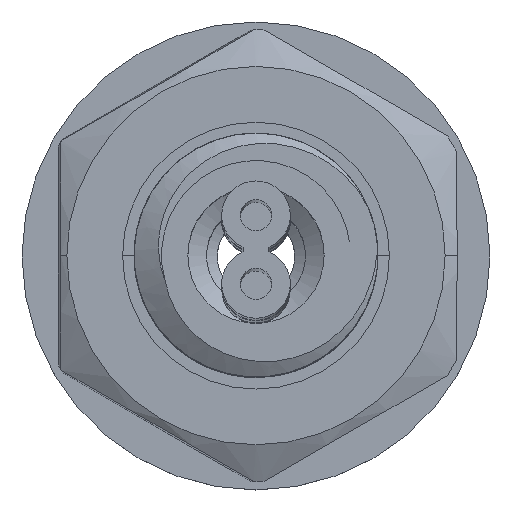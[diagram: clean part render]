
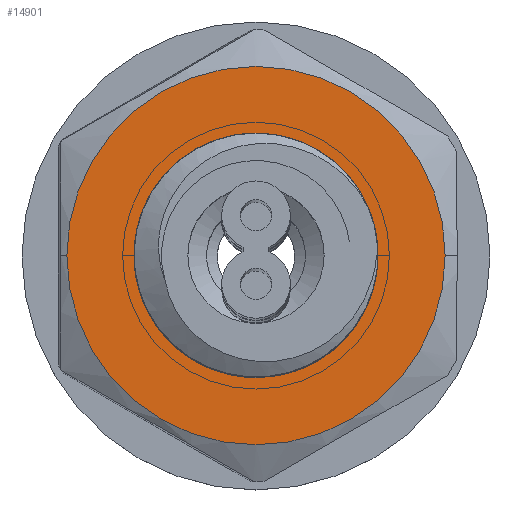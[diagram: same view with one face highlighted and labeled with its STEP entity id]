
A CAD part, top view. The second image highlights one B-rep face of the part: STEP entity #14901.
In plain terms, the highlighted face is planar.
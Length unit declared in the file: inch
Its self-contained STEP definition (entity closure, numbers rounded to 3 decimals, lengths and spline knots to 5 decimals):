
#13881=CARTESIAN_POINT('',(0.00378,0.19753,0.));
#13882=DIRECTION('',(0.019,1.,0.));
#13883=DIRECTION('',(1.,-0.019,0.));
#13884=AXIS2_PLACEMENT_3D('',#13881,#13882,#13883);
#13886=CARTESIAN_POINT('',(0.00378,0.19753,0.));
#13887=DIRECTION('',(0.019,1.,0.));
#13888=DIRECTION('',(-1.,0.019,0.));
#13889=AXIS2_PLACEMENT_3D('',#13886,#13887,#13888);
#13895=CARTESIAN_POINT('',(0.00378,0.19753,0.));
#13896=DIRECTION('',(0.019,1.,0.));
#13897=DIRECTION('',(-1.,0.019,0.));
#13898=AXIS2_PLACEMENT_3D('',#13895,#13896,#13897);
#13900=CARTESIAN_POINT('',(0.00378,0.19753,0.));
#13901=DIRECTION('',(0.019,1.,0.));
#13902=DIRECTION('',(1.,-0.019,0.));
#13903=AXIS2_PLACEMENT_3D('',#13900,#13901,#13902);
#14434=CARTESIAN_POINT('',(-0.23491,0.20209,0.));
#14435=CARTESIAN_POINT('',(0.24247,0.19296,0.));
#14436=VERTEX_POINT('',#14434);
#14437=VERTEX_POINT('',#14435);
#14438=CARTESIAN_POINT('',(0.136,0.195,0.));
#14439=CARTESIAN_POINT('',(-0.12844,0.20006,0.));
#14440=VERTEX_POINT('',#14438);
#14441=VERTEX_POINT('',#14439);
#14886=CARTESIAN_POINT('',(0.136,0.195,0.));
#14887=DIRECTION('',(0.019,1.,0.));
#14888=DIRECTION('',(-1.,0.019,0.));
#14889=AXIS2_PLACEMENT_3D('',#14886,#14887,#14888);
#14890=PLANE('',#14889);
#14891=ORIENTED_EDGE('',*,*,#14864,.F.);
#14892=ORIENTED_EDGE('',*,*,#14854,.F.);
#14893=EDGE_LOOP('',(#14891,#14892));
#14894=FACE_OUTER_BOUND('',#14893,.F.);
#14896=ORIENTED_EDGE('',*,*,#14895,.T.);
#14898=ORIENTED_EDGE('',*,*,#14897,.T.);
#14899=EDGE_LOOP('',(#14896,#14898));
#14900=FACE_BOUND('',#14899,.F.);
#14901=ADVANCED_FACE('',(#14894,#14900),#14890,.T.);
#13885=CIRCLE('',#13884,0.23873);
#13890=CIRCLE('',#13889,0.23873);
#13899=CIRCLE('',#13898,0.13225);
#13904=CIRCLE('',#13903,0.13225);
#14854=EDGE_CURVE('',#14437,#14436,#13885,.T.);
#14864=EDGE_CURVE('',#14436,#14437,#13890,.T.);
#14895=EDGE_CURVE('',#14441,#14440,#13899,.T.);
#14897=EDGE_CURVE('',#14440,#14441,#13904,.T.);
